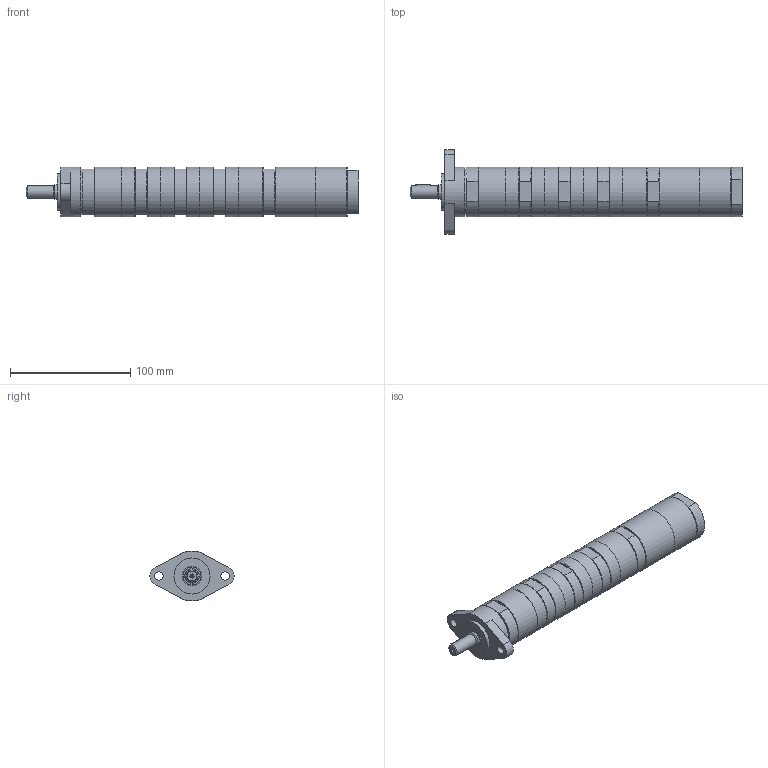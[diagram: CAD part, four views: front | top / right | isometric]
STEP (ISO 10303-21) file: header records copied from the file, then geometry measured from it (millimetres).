
FILE_DESCRIPTION(/* description */ ('MUD 23-10 A17'),/* implementation_level */ '2;1');
FILE_NAME(/* name */ 'MUD 23-10 A17_60023287.stp',/* time_stamp */ '2023-12-06T08:48:28+01:00',/* author */ ('DSteinicke'),/* organization */ (''),/* preprocessor_version */ 'ST-DEVELOPER v19.2',/* originating_system */ 'Autodesk Inventor 2024',/* authorisation */ '');
FILE_SCHEMA (('AUTOMOTIVE_DESIGN { 1 0 10303 214 3 1 1 }'));
Length unit declared in the file: millimetre
Products named in the file (1): 60023287
Bounding box: 276.2 x 69.94 x 41.5 mm (x, y, z)
Volume: 336352.6 mm3; surface area: 40264.5 mm2
Topology: 1 solids, 1 shells, 200 faces, 488 edges, 305 vertices
Faces by surface type: plane 115, cylinder 40, cone 38, bspline 7
Full cylindrical faces by diameter (mm): 1.6 x1, 7 x2, 10 x1, 11.445 x3, 12 x1, 14.95 x1, 16 x1, 30 x1, 37.99 x2, 41.5 x11
Entity records: 6125 total; most frequent: CARTESIAN_POINT 1196, ORIENTED_EDGE 974, DIRECTION 963, EDGE_CURVE 487, AXIS2_PLACEMENT_3D 340, VERTEX_POINT 305, LINE 283, VECTOR 283
